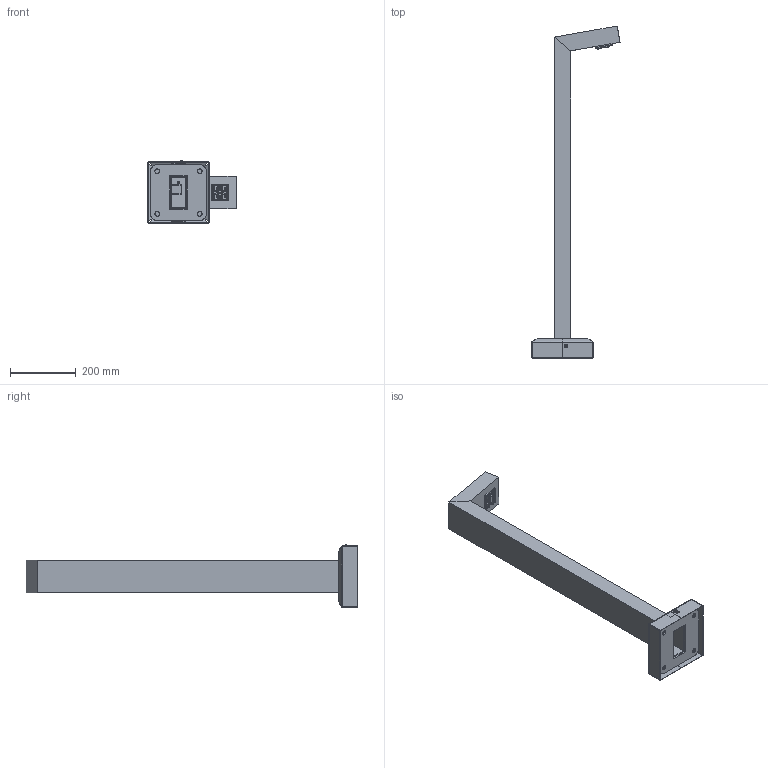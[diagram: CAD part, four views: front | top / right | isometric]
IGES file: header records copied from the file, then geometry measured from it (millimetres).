
Start section: SolidWorks IGES file using analytic representation for surfaces
Global section: file name: HEXA-1-1(10)-(Ê170-130-4õ14).IGS; native system: SolidWorks 2020; preprocessor: SolidWorks 2020; author: Åêàòåðèíà; date: 210707.170848; units: millimetre
Bounding box: 268.34 x 1010.62 x 189.3 mm (x, y, z)
Surface area: 877062.6 mm2 (no closed solid volume)
Topology: 0 solids, 0 shells, 1236 faces, 10780 edges, 10752 vertices
Faces by surface type: bspline 724, revolution 512
